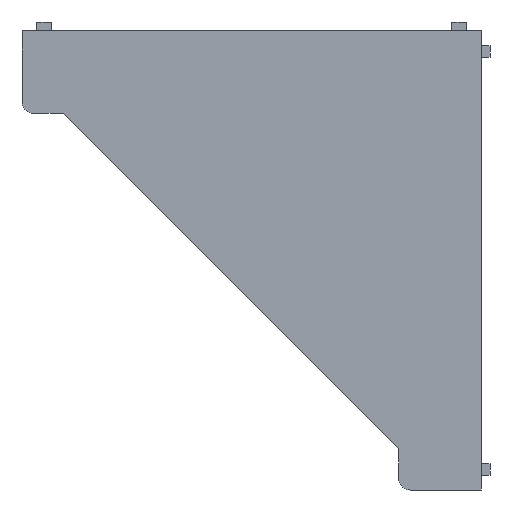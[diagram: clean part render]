
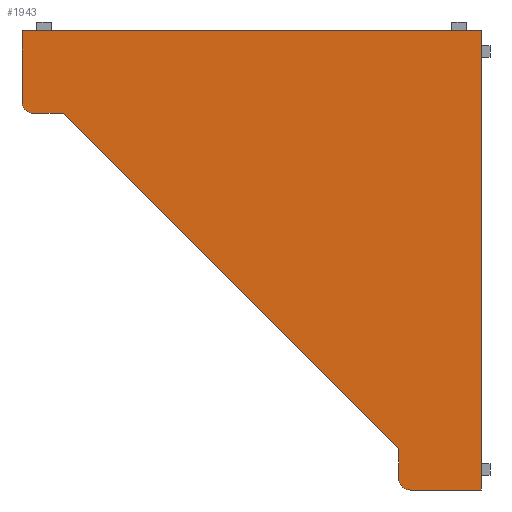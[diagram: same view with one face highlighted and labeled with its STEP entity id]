
A CAD part, left-side view. The second image highlights one B-rep face of the part: STEP entity #1943.
In plain terms, the highlighted planar face has unit normal (-1, 0, 0).
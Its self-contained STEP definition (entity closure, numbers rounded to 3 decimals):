
#24 = CARTESIAN_POINT ( 'NONE',  ( 0., 39., 0. ) ) ;
#25 = DIRECTION ( 'NONE',  ( 0., 1., 0. ) ) ;
#72 = CARTESIAN_POINT ( 'NONE',  ( 0., 12., -76. ) ) ;
#73 = DIRECTION ( 'NONE',  ( 0., 0., -1. ) ) ;
#74 = CARTESIAN_POINT ( 'NONE',  ( 0., 14., -73.5 ) ) ;
#75 = DIRECTION ( 'NONE',  ( 0., -0.707, -0.707 ) ) ;
#76 = CARTESIAN_POINT ( 'NONE',  ( 0., 42.5, -42.5 ) ) ;
#130 = CARTESIAN_POINT ( 'NONE',  ( 0., 12., -78. ) ) ;
#132 = CARTESIAN_POINT ( 'NONE',  ( 0., 14., -76. ) ) ;
#135 = CARTESIAN_POINT ( 'NONE',  ( 0., 0., -78. ) ) ;
#397 = CARTESIAN_POINT ( 'NONE',  ( 0., 78., -12. ) ) ;
#399 = CARTESIAN_POINT ( 'NONE',  ( 0., 78., 0. ) ) ;
#412 = CARTESIAN_POINT ( 'NONE',  ( 0., 14., -71. ) ) ;
#414 = CARTESIAN_POINT ( 'NONE',  ( 0., 76., -14. ) ) ;
#416 = CARTESIAN_POINT ( 'NONE',  ( 0., 0., 0. ) ) ;
#419 = CARTESIAN_POINT ( 'NONE',  ( 0., 71., -14. ) ) ;
#491 = LINE ( 'NONE', #74, #492 ) ;
#492 = VECTOR ( 'NONE', #73, 1000. ) ;
#493 = LINE ( 'NONE', #2474, #495 ) ;
#494 = CIRCLE ( 'NONE', #2486, 2. ) ;
#495 = VECTOR ( 'NONE', #2473, 1000. ) ;
#496 = LINE ( 'NONE', #2472, #497 ) ;
#497 = VECTOR ( 'NONE', #2471, 1000. ) ;
#502 = CIRCLE ( 'NONE', #2485, 2. ) ;
#506 = LINE ( 'NONE', #2310, #510 ) ;
#510 = VECTOR ( 'NONE', #2309, 1000. ) ;
#568 = LINE ( 'NONE', #76, #631 ) ;
#584 = VECTOR ( 'NONE', #1903, 1000. ) ;
#588 = LINE ( 'NONE', #1904, #584 ) ;
#631 = VECTOR ( 'NONE', #75, 1000. ) ;
#642 = VECTOR ( 'NONE', #25, 1000. ) ;
#643 = LINE ( 'NONE', #24, #642 ) ;
#705 = FACE_OUTER_BOUND ( 'NONE', #2023, .T. ) ;
#809 = ORIENTED_EDGE ( 'NONE', *, *, #1671, .T. ) ;
#810 = ORIENTED_EDGE ( 'NONE', *, *, #1672, .T. ) ;
#811 = ORIENTED_EDGE ( 'NONE', *, *, #1673, .T. ) ;
#812 = ORIENTED_EDGE ( 'NONE', *, *, #1674, .T. ) ;
#813 = ORIENTED_EDGE ( 'NONE', *, *, #1733, .T. ) ;
#814 = ORIENTED_EDGE ( 'NONE', *, *, #1678, .T. ) ;
#815 = ORIENTED_EDGE ( 'NONE', *, *, #1676, .T. ) ;
#975 = AXIS2_PLACEMENT_3D ( 'NONE', #1355, #1356, #1357 ) ;
#1354 = PLANE ( 'NONE',  #975 ) ;
#1355 = CARTESIAN_POINT ( 'NONE',  ( 0., 0., -78. ) ) ;
#1356 = DIRECTION ( 'NONE',  ( -1., 0., 0. ) ) ;
#1357 = DIRECTION ( 'NONE',  ( 0., 0., 1. ) ) ;
#1564 = ORIENTED_EDGE ( 'NONE', *, *, #1668, .T. ) ;
#1566 = ORIENTED_EDGE ( 'NONE', *, *, #1670, .T. ) ;
#1668 = EDGE_CURVE ( 'NONE', #2406, #2411, #588, .T. ) ;
#1670 = EDGE_CURVE ( 'NONE', #2411, #2404, #568, .T. ) ;
#1671 = EDGE_CURVE ( 'NONE', #2404, #2526, #491, .T. ) ;
#1672 = EDGE_CURVE ( 'NONE', #2526, #2524, #494, .T. ) ;
#1673 = EDGE_CURVE ( 'NONE', #2524, #2531, #493, .T. ) ;
#1674 = EDGE_CURVE ( 'NONE', #2531, #2408, #496, .T. ) ;
#1676 = EDGE_CURVE ( 'NONE', #2389, #2406, #502, .T. ) ;
#1678 = EDGE_CURVE ( 'NONE', #2391, #2389, #506, .T. ) ;
#1733 = EDGE_CURVE ( 'NONE', #2408, #2391, #643, .T. ) ;
#1903 = DIRECTION ( 'NONE',  ( 0., -1., 0. ) ) ;
#1904 = CARTESIAN_POINT ( 'NONE',  ( 0., 73.5, -14. ) ) ;
#1943 = ADVANCED_FACE ( 'NONE', ( #705 ), #1354, .T. ) ;
#2023 = EDGE_LOOP ( 'NONE', ( #1564, #1566, #809, #810, #811, #812, #813, #814, #815 ) ) ;
#2309 = DIRECTION ( 'NONE',  ( 0., 0., -1. ) ) ;
#2310 = CARTESIAN_POINT ( 'NONE',  ( 0., 78., -6. ) ) ;
#2313 = DIRECTION ( 'NONE',  ( 0., 0., 1. ) ) ;
#2314 = DIRECTION ( 'NONE',  ( -1., 0., 0. ) ) ;
#2315 = CARTESIAN_POINT ( 'NONE',  ( 0., 76., -12. ) ) ;
#2389 = VERTEX_POINT ( 'NONE', #397 ) ;
#2391 = VERTEX_POINT ( 'NONE', #399 ) ;
#2404 = VERTEX_POINT ( 'NONE', #412 ) ;
#2406 = VERTEX_POINT ( 'NONE', #414 ) ;
#2408 = VERTEX_POINT ( 'NONE', #416 ) ;
#2411 = VERTEX_POINT ( 'NONE', #419 ) ;
#2471 = DIRECTION ( 'NONE',  ( 0., 0., 1. ) ) ;
#2472 = CARTESIAN_POINT ( 'NONE',  ( 0., 0., -39. ) ) ;
#2473 = DIRECTION ( 'NONE',  ( 0., -1., 0. ) ) ;
#2474 = CARTESIAN_POINT ( 'NONE',  ( 0., 6., -78. ) ) ;
#2475 = DIRECTION ( 'NONE',  ( 0., 0., 1. ) ) ;
#2476 = DIRECTION ( 'NONE',  ( -1., 0., 0. ) ) ;
#2485 = AXIS2_PLACEMENT_3D ( 'NONE', #2315, #2314, #2313 ) ;
#2486 = AXIS2_PLACEMENT_3D ( 'NONE', #72, #2476, #2475 ) ;
#2524 = VERTEX_POINT ( 'NONE', #130 ) ;
#2526 = VERTEX_POINT ( 'NONE', #132 ) ;
#2531 = VERTEX_POINT ( 'NONE', #135 ) ;
